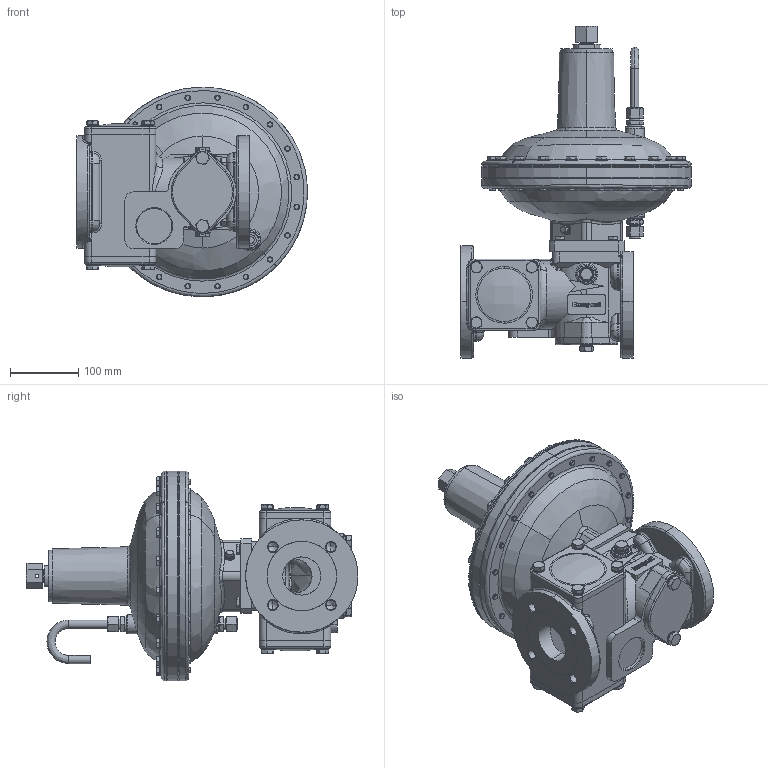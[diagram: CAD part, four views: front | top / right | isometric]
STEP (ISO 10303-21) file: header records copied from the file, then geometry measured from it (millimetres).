
FILE_DESCRIPTION (( 'STEP AP214' ), '1' );
FILE_NAME ('V_MB_HON370_50_RE1SM_o_SAV_-_.STEP', '2017-03-07T08:00:53', ( '' ), ( '' ), 'SwSTEP 2.0', 'SolidWorks 2015', '' );
FILE_SCHEMA (( 'AUTOMOTIVE_DESIGN' ));
Length unit declared in the file: millimetre
Products named in the file (1): V_MB_HON370_50_RE1SM_o_SAV_-_
Bounding box: 339 x 487.52 x 308 mm (x, y, z)
Volume: 5224066.1 mm3; surface area: 1122126.9 mm2
Topology: 93 solids, 93 shells, 3120 faces, 7459 edges, 4613 vertices
Faces by surface type: plane 1064, cylinder 903, cone 699, bspline 454
Entity records: 131908 total; most frequent: CARTESIAN_POINT 60891, ORIENTED_EDGE 14806, DIRECTION 14147, EDGE_CURVE 7403, AXIS2_PLACEMENT_3D 5663, VERTEX_POINT 4613, EDGE_LOOP 3552, FACE_OUTER_BOUND 3120
